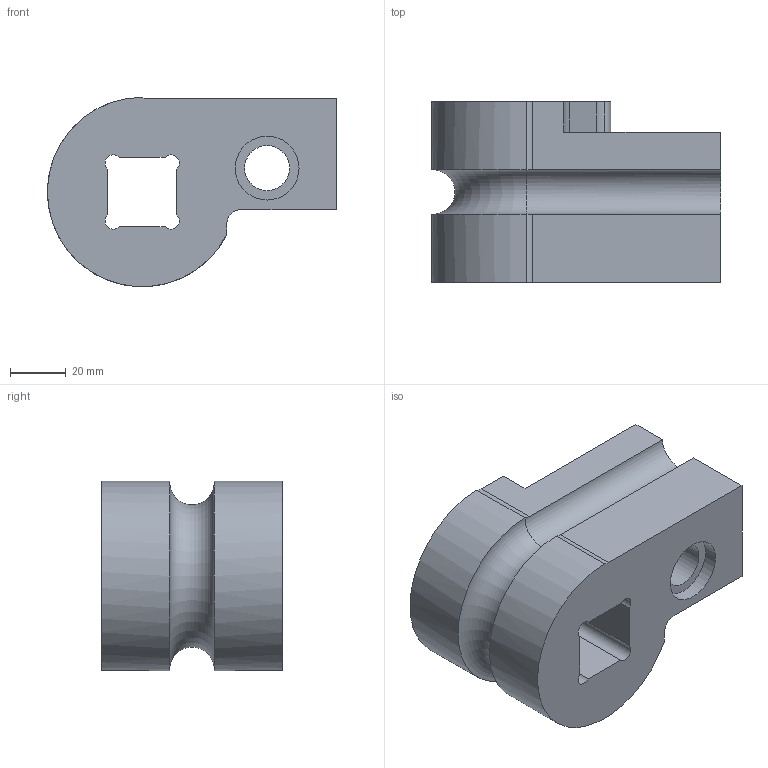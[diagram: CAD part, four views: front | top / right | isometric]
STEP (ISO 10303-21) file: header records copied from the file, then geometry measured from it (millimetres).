
FILE_DESCRIPTION( ( '' ), ' ' );
FILE_NAME( '5c9a3bb56b622b16c6585ec6.step', '2019-03-26T14:48:22', ( '' ), ( '' ), ' ', ' ', ' ' );
FILE_SCHEMA( ( 'AUTOMOTIVE_DESIGN { 1 0 10303 214 1 1 1 1 }' ) );
Length unit declared in the file: metre
Products named in the file (1): MT02.0160.0350
Bounding box: 104.1 x 65 x 68.2 mm (x, y, z)
Volume: 247821.5 mm3; surface area: 38486.6 mm2
Topology: 1 solids, 1 shells, 31 faces, 83 edges, 55 vertices
Faces by surface type: cylinder 15, plane 15, torus 1
Full cylindrical faces by diameter (mm): 16.2 x1, 23 x1
Entity records: 1295 total; most frequent: CARTESIAN_POINT 235, DIRECTION 171, ORIENTED_EDGE 160, EDGE_CURVE 80, AXIS2_PLACEMENT_3D 62, VERTEX_POINT 54, LINE 47, VECTOR 47
